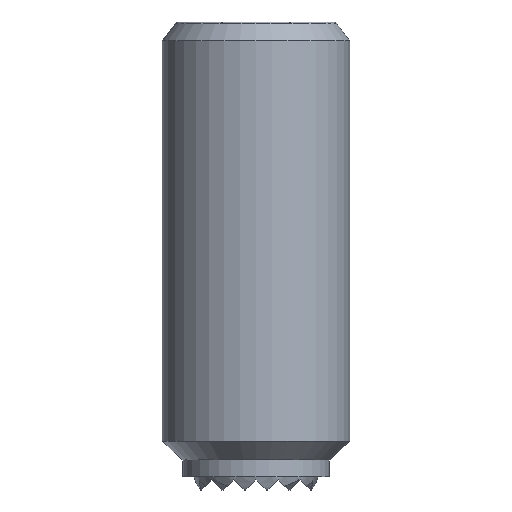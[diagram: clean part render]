
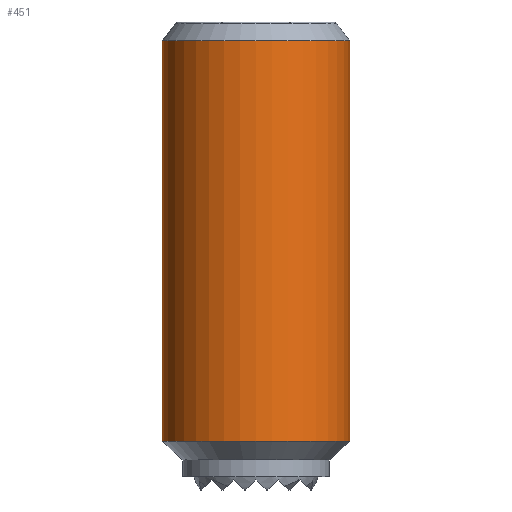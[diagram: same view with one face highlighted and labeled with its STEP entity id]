
A CAD part, front view. The second image highlights one B-rep face of the part: STEP entity #451.
In plain terms, the highlighted cylindrical face has radius 5 mm (diameter 10 mm), a partial arc.
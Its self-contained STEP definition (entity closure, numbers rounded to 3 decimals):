
#451=ADVANCED_FACE('',(#906),#907,.T.);
#906=FACE_OUTER_BOUND('',#1371,.T.);
#907=CYLINDRICAL_SURFACE('',#1372,5.0);
#1371=EDGE_LOOP('',(#2522,#2523,#2524,#2525));
#1372=AXIS2_PLACEMENT_3D('',#2526,#2527,#2528);
#2522=ORIENTED_EDGE('',*,*,#3090,.F.);
#2523=ORIENTED_EDGE('',*,*,#3091,.T.);
#2524=ORIENTED_EDGE('',*,*,#3092,.F.);
#2525=ORIENTED_EDGE('',*,*,#3086,.F.);
#2526=CARTESIAN_POINT('',(0.,0.,-11.699));
#2527=DIRECTION('',(0.0,0.0,1.0));
#2528=DIRECTION('',(-1.0,0.,0.0));
#3086=EDGE_CURVE('',#3712,#3715,#3716,.T.);
#3090=EDGE_CURVE('',#3721,#3712,#3722,.T.);
#3091=EDGE_CURVE('',#3721,#3723,#3724,.T.);
#3092=EDGE_CURVE('',#3715,#3723,#3725,.T.);
#3712=VERTEX_POINT('',#4616);
#3715=VERTEX_POINT('',#4620);
#3716=CIRCLE('',#4621,5.0);
#3721=VERTEX_POINT('',#4627);
#3722=LINE('',#4628,#4629);
#3723=VERTEX_POINT('',#4630);
#3724=CIRCLE('',#4631,5.0);
#3725=LINE('',#4632,#4633);
#4616=CARTESIAN_POINT('',(-5.,0.,-1.));
#4620=CARTESIAN_POINT('',(5.,0.,-1.));
#4621=AXIS2_PLACEMENT_3D('',#5122,#5123,#5124);
#4627=CARTESIAN_POINT('',(-5.,0.,-22.397));
#4628=CARTESIAN_POINT('',(-5.,0.,-11.699));
#4629=VECTOR('',#5129,1.0);
#4630=CARTESIAN_POINT('',(5.,0.,-22.397));
#4631=AXIS2_PLACEMENT_3D('',#5130,#5131,#5132);
#4632=CARTESIAN_POINT('',(5.,0.,-11.699));
#4633=VECTOR('',#5133,1.0);
#5122=CARTESIAN_POINT('',(0.,0.,-1.));
#5123=DIRECTION('',(0.0,0.0,1.0));
#5124=DIRECTION('',(-1.0,0.,0.0));
#5129=DIRECTION('',(0.0,0.0,1.0));
#5130=CARTESIAN_POINT('',(0.,0.,-22.397));
#5131=DIRECTION('',(0.0,0.0,1.0));
#5132=DIRECTION('',(-1.0,0.,0.0));
#5133=DIRECTION('',(-0.0,-0.0,-1.0));
